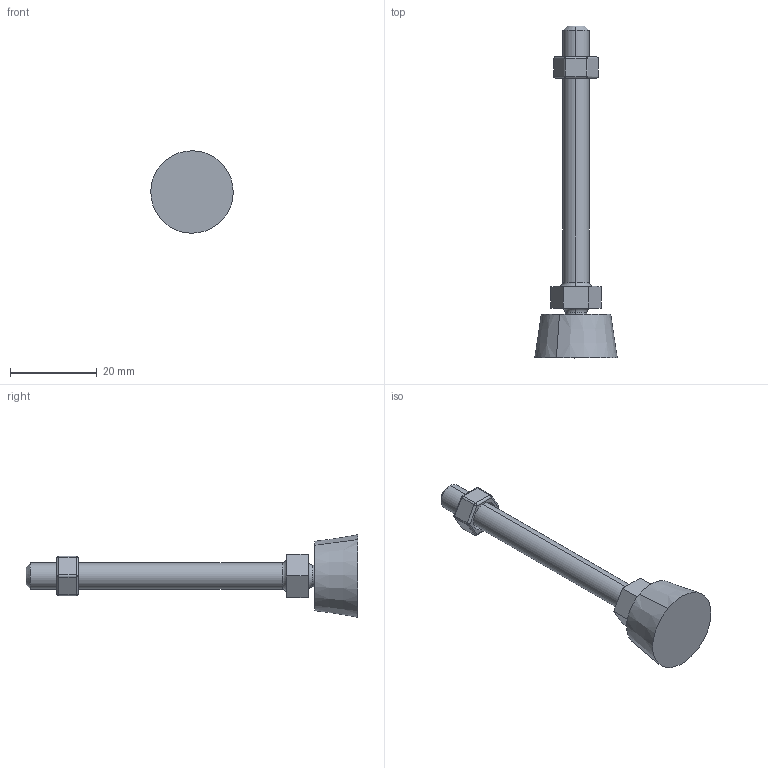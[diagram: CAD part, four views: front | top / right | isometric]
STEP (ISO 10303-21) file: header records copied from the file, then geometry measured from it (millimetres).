
FILE_DESCRIPTION (( 'STEP AP214' ), '1' );
FILE_NAME ('B857 Îïîðà ðåãóëèðóåìàÿ Ô19 Ì6õ60.STEP', '2025-07-18T08:21:58', ( '' ), ( '' ), 'SwSTEP 2.0', 'SolidWorks 2025', '' );
FILE_SCHEMA (( 'AUTOMOTIVE_DESIGN' ));
Length unit declared in the file: millimetre
Products named in the file (4): Вал_00; Опора_00; B857 Опора регулируемая Ф19 М6х60; Гайка_00
Assembly tree (3 placements, depth 2):
  B857 Опора регулируемая Ф19 М6х60
    Опора_00
    Вал_00
    Гайка_00
Bounding box: 18.99 x 76.45 x 18.99 mm (x, y, z)
Volume: 4793.2 mm3; surface area: 3045.9 mm2
Topology: 3 solids, 3 shells, 76 faces, 171 edges, 93 vertices
Faces by surface type: cylinder 24, plane 19, sphere 17, cone 12, torus 4
Entity records: 2122 total; most frequent: DIRECTION 400, CARTESIAN_POINT 323, ORIENTED_EDGE 308, AXIS2_PLACEMENT_3D 164, EDGE_CURVE 154, VERTEX_POINT 87, CIRCLE 82, EDGE_LOOP 81
